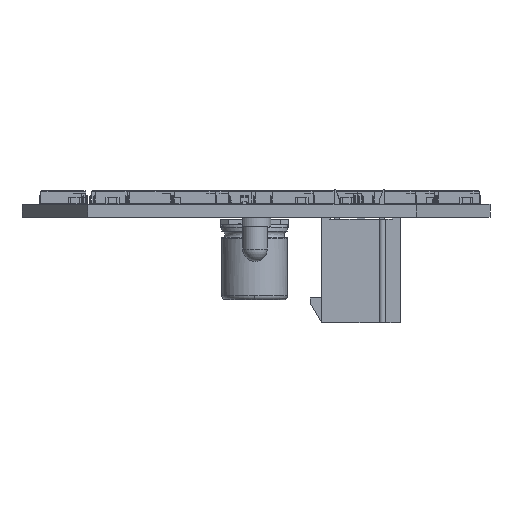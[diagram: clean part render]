
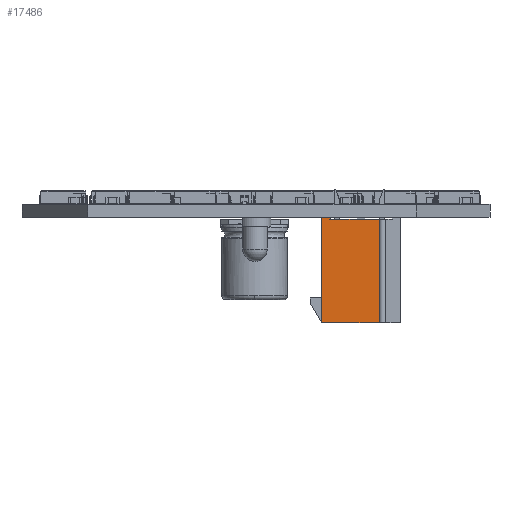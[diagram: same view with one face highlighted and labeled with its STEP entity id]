
A CAD part, front view. The second image highlights one B-rep face of the part: STEP entity #17486.
In plain terms, the highlighted face is planar.
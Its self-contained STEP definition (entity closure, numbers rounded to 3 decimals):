
#14803 = PLANE('',#14804);
#14804 = AXIS2_PLACEMENT_3D('',#14805,#14806,#14807);
#14805 = CARTESIAN_POINT('',(-4.8,0.,-4.8));
#14806 = DIRECTION('',(0.,0.,-1.));
#14807 = DIRECTION('',(0.,-1.,0.));
#14899 = PLANE('',#14900);
#14900 = AXIS2_PLACEMENT_3D('',#14901,#14902,#14903);
#14901 = CARTESIAN_POINT('',(-4.8,12.8,-4.8));
#14902 = DIRECTION('',(0.,1.,0.));
#14903 = DIRECTION('',(1.,0.,-0.));
#14996 = VERTEX_POINT('',#14997);
#14997 = CARTESIAN_POINT('',(4.8,12.8,-4.8));
#15018 = EDGE_CURVE('',#15019,#14996,#15021,.T.);
#15019 = VERTEX_POINT('',#15020);
#15020 = CARTESIAN_POINT('',(4.8,0.,-4.8));
#15021 = SURFACE_CURVE('',#15022,(#15026,#15033),.PCURVE_S1.);
#15022 = LINE('',#15023,#15024);
#15023 = CARTESIAN_POINT('',(4.8,0.,-4.8));
#15024 = VECTOR('',#15025,1.);
#15025 = DIRECTION('',(0.,1.,0.));
#15026 = PCURVE('',#14803,#15027);
#15027 = DEFINITIONAL_REPRESENTATION('',(#15028),#15032);
#15028 = LINE('',#15029,#15030);
#15029 = CARTESIAN_POINT('',(0.,-9.6));
#15030 = VECTOR('',#15031,1.);
#15031 = DIRECTION('',(-1.,-0.));
#15032 = ( GEOMETRIC_REPRESENTATION_CONTEXT(2) 
PARAMETRIC_REPRESENTATION_CONTEXT() REPRESENTATION_CONTEXT('2D SPACE',''
  ) );
#15033 = PCURVE('',#15034,#15039);
#15034 = PLANE('',#15035);
#15035 = AXIS2_PLACEMENT_3D('',#15036,#15037,#15038);
#15036 = CARTESIAN_POINT('',(4.8,0.,0.));
#15037 = DIRECTION('',(1.,0.,0.));
#15038 = DIRECTION('',(0.,1.,-0.));
#15039 = DEFINITIONAL_REPRESENTATION('',(#15040),#15044);
#15040 = LINE('',#15041,#15042);
#15041 = CARTESIAN_POINT('',(0.,-4.8));
#15042 = VECTOR('',#15043,1.);
#15043 = DIRECTION('',(1.,0.));
#15044 = ( GEOMETRIC_REPRESENTATION_CONTEXT(2) 
PARAMETRIC_REPRESENTATION_CONTEXT() REPRESENTATION_CONTEXT('2D SPACE',''
  ) );
#15062 = PLANE('',#15063);
#15063 = AXIS2_PLACEMENT_3D('',#15064,#15065,#15066);
#15064 = CARTESIAN_POINT('',(-4.8,0.,4.8));
#15065 = DIRECTION('',(0.,-1.,0.));
#15066 = DIRECTION('',(0.,0.,-1.));
#15282 = PLANE('',#15283);
#15283 = AXIS2_PLACEMENT_3D('',#15284,#15285,#15286);
#15284 = CARTESIAN_POINT('',(0.8,0.,-3.8));
#15285 = DIRECTION('',(0.,0.,-1.));
#15286 = DIRECTION('',(0.,-1.,0.));
#17045 = PLANE('',#17046);
#17046 = AXIS2_PLACEMENT_3D('',#17047,#17048,#17049);
#17047 = CARTESIAN_POINT('',(-4.8,0.2,0.));
#17048 = DIRECTION('',(0.,-1.,0.));
#17049 = DIRECTION('',(0.,0.,-1.));
#17486 = ADVANCED_FACE('',(#17487),#15034,.T.);
#17487 = FACE_BOUND('',#17488,.T.);
#17488 = EDGE_LOOP('',(#17489,#17514,#17537,#17558,#17559,#17582));
#17489 = ORIENTED_EDGE('',*,*,#17490,.F.);
#17490 = EDGE_CURVE('',#17491,#17493,#17495,.T.);
#17491 = VERTEX_POINT('',#17492);
#17492 = CARTESIAN_POINT('',(4.8,0.2,-3.8));
#17493 = VERTEX_POINT('',#17494);
#17494 = CARTESIAN_POINT('',(4.8,0.2,2.2));
#17495 = SURFACE_CURVE('',#17496,(#17500,#17507),.PCURVE_S1.);
#17496 = LINE('',#17497,#17498);
#17497 = CARTESIAN_POINT('',(4.8,0.2,-3.8)
  );
#17498 = VECTOR('',#17499,1.);
#17499 = DIRECTION('',(0.,0.,1.));
#17500 = PCURVE('',#15034,#17501);
#17501 = DEFINITIONAL_REPRESENTATION('',(#17502),#17506);
#17502 = LINE('',#17503,#17504);
#17503 = CARTESIAN_POINT('',(0.2,-3.8));
#17504 = VECTOR('',#17505,1.);
#17505 = DIRECTION('',(0.,1.));
#17506 = ( GEOMETRIC_REPRESENTATION_CONTEXT(2) 
PARAMETRIC_REPRESENTATION_CONTEXT() REPRESENTATION_CONTEXT('2D SPACE',''
  ) );
#17507 = PCURVE('',#17045,#17508);
#17508 = DEFINITIONAL_REPRESENTATION('',(#17509),#17513);
#17509 = LINE('',#17510,#17511);
#17510 = CARTESIAN_POINT('',(3.8,9.6));
#17511 = VECTOR('',#17512,1.);
#17512 = DIRECTION('',(-1.,0.));
#17513 = ( GEOMETRIC_REPRESENTATION_CONTEXT(2) 
PARAMETRIC_REPRESENTATION_CONTEXT() REPRESENTATION_CONTEXT('2D SPACE',''
  ) );
#17514 = ORIENTED_EDGE('',*,*,#17515,.F.);
#17515 = EDGE_CURVE('',#17516,#17491,#17518,.T.);
#17516 = VERTEX_POINT('',#17517);
#17517 = CARTESIAN_POINT('',(4.8,0.,-3.8));
#17518 = SURFACE_CURVE('',#17519,(#17523,#17530),.PCURVE_S1.);
#17519 = LINE('',#17520,#17521);
#17520 = CARTESIAN_POINT('',(4.8,0.,-3.8));
#17521 = VECTOR('',#17522,1.);
#17522 = DIRECTION('',(0.,1.,0.));
#17523 = PCURVE('',#15034,#17524);
#17524 = DEFINITIONAL_REPRESENTATION('',(#17525),#17529);
#17525 = LINE('',#17526,#17527);
#17526 = CARTESIAN_POINT('',(0.,-3.8));
#17527 = VECTOR('',#17528,1.);
#17528 = DIRECTION('',(1.,0.));
#17529 = ( GEOMETRIC_REPRESENTATION_CONTEXT(2) 
PARAMETRIC_REPRESENTATION_CONTEXT() REPRESENTATION_CONTEXT('2D SPACE',''
  ) );
#17530 = PCURVE('',#15282,#17531);
#17531 = DEFINITIONAL_REPRESENTATION('',(#17532),#17536);
#17532 = LINE('',#17533,#17534);
#17533 = CARTESIAN_POINT('',(0.,-4.));
#17534 = VECTOR('',#17535,1.);
#17535 = DIRECTION('',(-1.,-0.));
#17536 = ( GEOMETRIC_REPRESENTATION_CONTEXT(2) 
PARAMETRIC_REPRESENTATION_CONTEXT() REPRESENTATION_CONTEXT('2D SPACE',''
  ) );
#17537 = ORIENTED_EDGE('',*,*,#17538,.T.);
#17538 = EDGE_CURVE('',#17516,#15019,#17539,.T.);
#17539 = SURFACE_CURVE('',#17540,(#17544,#17551),.PCURVE_S1.);
#17540 = LINE('',#17541,#17542);
#17541 = CARTESIAN_POINT('',(4.8,0.,-3.8));
#17542 = VECTOR('',#17543,1.);
#17543 = DIRECTION('',(0.,0.,-1.));
#17544 = PCURVE('',#15034,#17545);
#17545 = DEFINITIONAL_REPRESENTATION('',(#17546),#17550);
#17546 = LINE('',#17547,#17548);
#17547 = CARTESIAN_POINT('',(0.,-3.8));
#17548 = VECTOR('',#17549,1.);
#17549 = DIRECTION('',(0.,-1.));
#17550 = ( GEOMETRIC_REPRESENTATION_CONTEXT(2) 
PARAMETRIC_REPRESENTATION_CONTEXT() REPRESENTATION_CONTEXT('2D SPACE',''
  ) );
#17551 = PCURVE('',#15062,#17552);
#17552 = DEFINITIONAL_REPRESENTATION('',(#17553),#17557);
#17553 = LINE('',#17554,#17555);
#17554 = CARTESIAN_POINT('',(8.6,9.6));
#17555 = VECTOR('',#17556,1.);
#17556 = DIRECTION('',(1.,0.));
#17557 = ( GEOMETRIC_REPRESENTATION_CONTEXT(2) 
PARAMETRIC_REPRESENTATION_CONTEXT() REPRESENTATION_CONTEXT('2D SPACE',''
  ) );
#17558 = ORIENTED_EDGE('',*,*,#15018,.T.);
#17559 = ORIENTED_EDGE('',*,*,#17560,.T.);
#17560 = EDGE_CURVE('',#14996,#17561,#17563,.T.);
#17561 = VERTEX_POINT('',#17562);
#17562 = CARTESIAN_POINT('',(4.8,12.8,2.2));
#17563 = SURFACE_CURVE('',#17564,(#17568,#17575),.PCURVE_S1.);
#17564 = LINE('',#17565,#17566);
#17565 = CARTESIAN_POINT('',(4.8,12.8,-4.8
    ));
#17566 = VECTOR('',#17567,1.);
#17567 = DIRECTION('',(0.,0.,1.));
#17568 = PCURVE('',#15034,#17569);
#17569 = DEFINITIONAL_REPRESENTATION('',(#17570),#17574);
#17570 = LINE('',#17571,#17572);
#17571 = CARTESIAN_POINT('',(12.8,-4.8));
#17572 = VECTOR('',#17573,1.);
#17573 = DIRECTION('',(0.,1.));
#17574 = ( GEOMETRIC_REPRESENTATION_CONTEXT(2) 
PARAMETRIC_REPRESENTATION_CONTEXT() REPRESENTATION_CONTEXT('2D SPACE',''
  ) );
#17575 = PCURVE('',#14899,#17576);
#17576 = DEFINITIONAL_REPRESENTATION('',(#17577),#17581);
#17577 = LINE('',#17578,#17579);
#17578 = CARTESIAN_POINT('',(9.6,0.));
#17579 = VECTOR('',#17580,1.);
#17580 = DIRECTION('',(0.,-1.));
#17581 = ( GEOMETRIC_REPRESENTATION_CONTEXT(2) 
PARAMETRIC_REPRESENTATION_CONTEXT() REPRESENTATION_CONTEXT('2D SPACE',''
  ) );
#17582 = ORIENTED_EDGE('',*,*,#17583,.T.);
#17583 = EDGE_CURVE('',#17561,#17493,#17584,.T.);
#17584 = SURFACE_CURVE('',#17585,(#17589,#17596),.PCURVE_S1.);
#17585 = LINE('',#17586,#17587);
#17586 = CARTESIAN_POINT('',(4.8,12.8,2.2)
  );
#17587 = VECTOR('',#17588,1.);
#17588 = DIRECTION('',(0.,-1.,0.));
#17589 = PCURVE('',#15034,#17590);
#17590 = DEFINITIONAL_REPRESENTATION('',(#17591),#17595);
#17591 = LINE('',#17592,#17593);
#17592 = CARTESIAN_POINT('',(12.8,2.2));
#17593 = VECTOR('',#17594,1.);
#17594 = DIRECTION('',(-1.,0.));
#17595 = ( GEOMETRIC_REPRESENTATION_CONTEXT(2) 
PARAMETRIC_REPRESENTATION_CONTEXT() REPRESENTATION_CONTEXT('2D SPACE',''
  ) );
#17596 = PCURVE('',#17597,#17602);
#17597 = CYLINDRICAL_SURFACE('',#17598,0.4);
#17598 = AXIS2_PLACEMENT_3D('',#17599,#17600,#17601);
#17599 = CARTESIAN_POINT('',(4.8,12.8,2.6));
#17600 = DIRECTION('',(-0.,1.,-0.));
#17601 = DIRECTION('',(1.,0.,0.));
#17602 = DEFINITIONAL_REPRESENTATION('',(#17603),#17607);
#17603 = LINE('',#17604,#17605);
#17604 = CARTESIAN_POINT('',(7.854,0.));
#17605 = VECTOR('',#17606,1.);
#17606 = DIRECTION('',(0.,-1.));
#17607 = ( GEOMETRIC_REPRESENTATION_CONTEXT(2) 
PARAMETRIC_REPRESENTATION_CONTEXT() REPRESENTATION_CONTEXT('2D SPACE',''
  ) );
